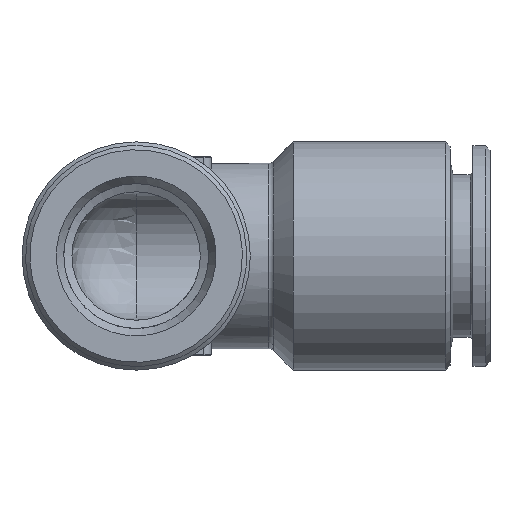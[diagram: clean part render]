
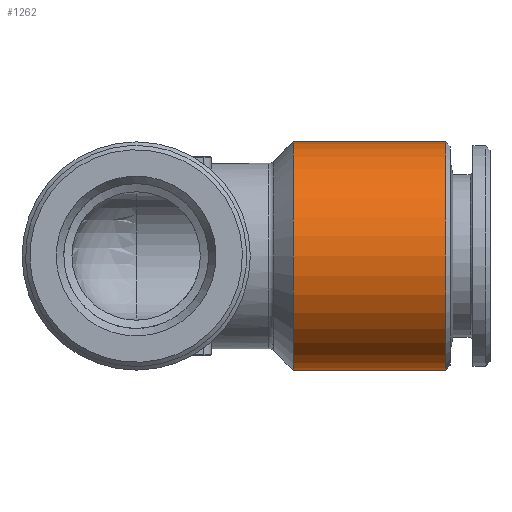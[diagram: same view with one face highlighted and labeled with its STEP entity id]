
A CAD part, front view. The second image highlights one B-rep face of the part: STEP entity #1262.
In plain terms, the highlighted cylindrical face has radius 8 mm (diameter 16 mm), a full revolution.
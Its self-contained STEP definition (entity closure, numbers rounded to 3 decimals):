
#218=CYLINDRICAL_SURFACE('',#1441,8.);
#533=ORIENTED_EDGE('',*,*,#715,.T.);
#534=ORIENTED_EDGE('',*,*,#719,.T.);
#715=EDGE_CURVE('',#829,#829,#915,.T.);
#719=EDGE_CURVE('',#833,#833,#919,.T.);
#829=VERTEX_POINT('',#2517);
#833=VERTEX_POINT('',#2530);
#915=CIRCLE('',#1433,8.);
#919=CIRCLE('',#1442,8.);
#1022=EDGE_LOOP('',(#533));
#1023=EDGE_LOOP('',(#534));
#1143=FACE_BOUND('',#1022,.T.);
#1144=FACE_BOUND('',#1023,.T.);
#1262=ADVANCED_FACE('',(#1143,#1144),#218,.T.);
#1433=AXIS2_PLACEMENT_3D('',#2516,#1809,#1810);
#1441=AXIS2_PLACEMENT_3D('',#2528,#1825,#1826);
#1442=AXIS2_PLACEMENT_3D('',#2529,#1827,#1828);
#1809=DIRECTION('',(1.,0.,0.));
#1810=DIRECTION('',(0.,0.,-1.));
#1825=DIRECTION('',(-1.,0.,0.));
#1826=DIRECTION('',(0.,0.,1.));
#1827=DIRECTION('',(-1.,0.,0.));
#1828=DIRECTION('',(0.,0.,1.));
#2516=CARTESIAN_POINT('',(11.,0.,0.));
#2517=CARTESIAN_POINT('',(11.,0.,-8.));
#2528=CARTESIAN_POINT('',(0.,0.,0.));
#2529=CARTESIAN_POINT('',(21.7,0.,0.));
#2530=CARTESIAN_POINT('',(21.7,0.,8.));
